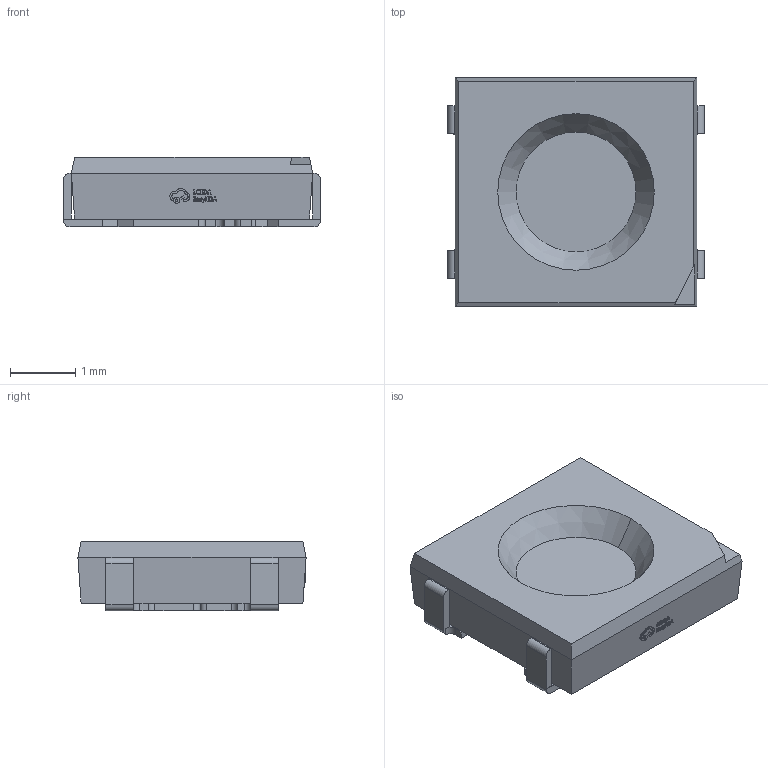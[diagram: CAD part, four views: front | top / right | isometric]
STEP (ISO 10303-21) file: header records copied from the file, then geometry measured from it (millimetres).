
FILE_DESCRIPTION (( 'STEP AP214' ), '1' );
FILE_NAME ('LED-SMD_4P-L3.7-W3.5_E6Z3535RGBC4-D04HA-1.00H-RGB04.STEP', '2024-04-22T07:20:49', ( '' ), ( '' ), 'SwSTEP 2.0', 'SolidWorks 2020', '' );
FILE_SCHEMA (( 'AUTOMOTIVE_DESIGN' ));
Length unit declared in the file: millimetre
Products named in the file (1): LED-SMD_4P-L3.7-W3.5_E6Z3535RGBC4-D04HA-1.00H-RGB04
Bounding box: 3.94 x 3.5 x 1.07 mm (x, y, z)
Volume: 11.4 mm3; surface area: 57.8 mm2
Topology: 5 solids, 5 shells, 341 faces, 929 edges, 618 vertices
Faces by surface type: plane 204, bspline 98, cylinder 37, cone 2
Entity records: 15070 total; most frequent: CARTESIAN_POINT 3231, ORIENTED_EDGE 1858, DIRECTION 1291, EDGE_CURVE 929, VECTOR 647, LINE 647, VERTEX_POINT 618, EDGE_LOOP 361
